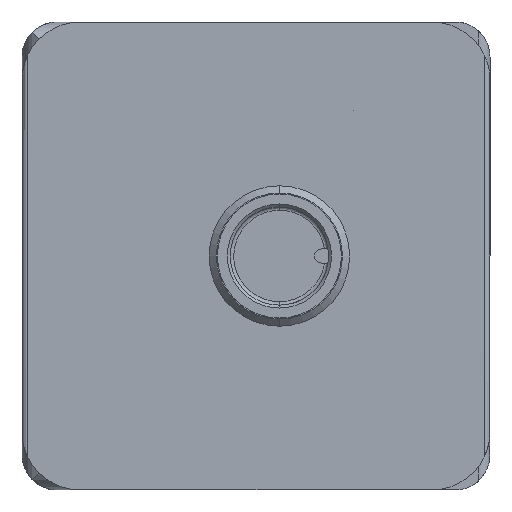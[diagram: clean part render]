
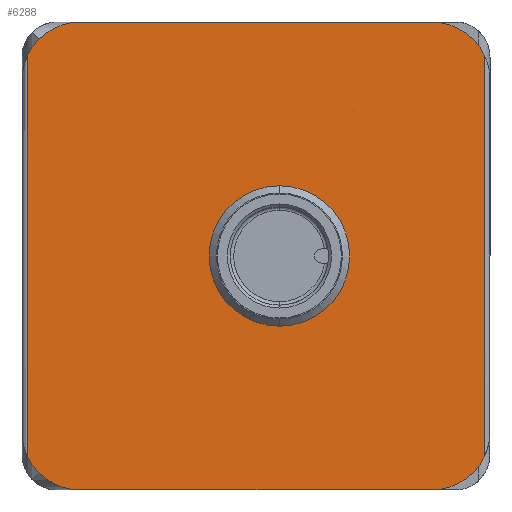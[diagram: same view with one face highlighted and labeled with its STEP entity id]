
A CAD part, left-side view. The second image highlights one B-rep face of the part: STEP entity #6288.
In plain terms, the highlighted planar face has unit normal (-1, 0, 0).
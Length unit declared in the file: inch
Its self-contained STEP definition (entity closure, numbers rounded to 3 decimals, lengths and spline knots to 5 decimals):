
#20 = VERTEX_POINT ( 'NONE', #5900 ) ;
#42 = AXIS2_PLACEMENT_3D ( 'NONE', #5246, #1731, #4587 ) ;
#199 = CIRCLE ( 'NONE', #5473, 0.19685 ) ;
#264 = DIRECTION ( 'NONE',  ( 1., 0., 0. ) ) ;
#320 = EDGE_CURVE ( 'NONE', #2510, #2837, #7350, .T. ) ;
#489 = EDGE_CURVE ( 'NONE', #3530, #5804, #199, .T. ) ;
#523 = EDGE_CURVE ( 'NONE', #2356, #3239, #6187, .T. ) ;
#567 = CARTESIAN_POINT ( 'NONE',  ( 0.47244, -0.51181, -0.7874 ) ) ;
#600 = DIRECTION ( 'NONE',  ( 0., 0., 1. ) ) ;
#706 = DIRECTION ( 'NONE',  ( -1., 0., 0. ) ) ;
#761 = DIRECTION ( 'NONE',  ( 0., -1., 0. ) ) ;
#1001 = VECTOR ( 'NONE', #761, 39.37008 ) ;
#1028 = ORIENTED_EDGE ( 'NONE', *, *, #1546, .T. ) ;
#1083 = CARTESIAN_POINT ( 'NONE',  ( 0.47244, 0.84646, -0.67636 ) ) ;
#1312 = CARTESIAN_POINT ( 'NONE',  ( 0.47244, -0.68898, -0.67636 ) ) ;
#1428 = LINE ( 'NONE', #5407, #3059 ) ;
#1439 = CIRCLE ( 'NONE', #3099, 0.19685 ) ;
#1546 = EDGE_CURVE ( 'NONE', #5804, #3150, #2808, .T. ) ;
#1668 = ORIENTED_EDGE ( 'NONE', *, *, #489, .T. ) ;
#1705 = ORIENTED_EDGE ( 'NONE', *, *, #320, .T. ) ;
#1731 = DIRECTION ( 'NONE',  ( 1., 0., 0. ) ) ;
#1824 = ORIENTED_EDGE ( 'NONE', *, *, #2598, .T. ) ;
#1874 = CARTESIAN_POINT ( 'NONE',  ( 0.47244, 0., -0.7874 ) ) ;
#1893 = VECTOR ( 'NONE', #3628, 39.37008 ) ;
#2231 = VERTEX_POINT ( 'NONE', #5283 ) ;
#2356 = VERTEX_POINT ( 'NONE', #2505 ) ;
#2362 = AXIS2_PLACEMENT_3D ( 'NONE', #3591, #2443, #6501 ) ;
#2431 = EDGE_CURVE ( 'NONE', #20, #2231, #1439, .T. ) ;
#2443 = DIRECTION ( 'NONE',  ( -1., 0., 0. ) ) ;
#2447 = DIRECTION ( 'NONE',  ( 0., 0., 1. ) ) ;
#2477 = CARTESIAN_POINT ( 'NONE',  ( 0.47244, 0.84646, 0.7874 ) ) ;
#2505 = CARTESIAN_POINT ( 'NONE',  ( 0.47244, -0.68898, 0.67636 ) ) ;
#2510 = VERTEX_POINT ( 'NONE', #7484 ) ;
#2567 = VERTEX_POINT ( 'NONE', #1312 ) ;
#2598 = EDGE_CURVE ( 'NONE', #2231, #3530, #3445, .T. ) ;
#2775 = CIRCLE ( 'NONE', #3468, 0.20669 ) ;
#2808 = LINE ( 'NONE', #1874, #1001 ) ;
#2837 = VERTEX_POINT ( 'NONE', #7109 ) ;
#2914 = DIRECTION ( 'NONE',  ( -1., 0., 0. ) ) ;
#3059 = VECTOR ( 'NONE', #5460, 39.37008 ) ;
#3099 = AXIS2_PLACEMENT_3D ( 'NONE', #5185, #5060, #600 ) ;
#3150 = VERTEX_POINT ( 'NONE', #567 ) ;
#3239 = VERTEX_POINT ( 'NONE', #5394 ) ;
#3445 = LINE ( 'NONE', #7005, #1893 ) ;
#3461 = PLANE ( 'NONE',  #4815 ) ;
#3468 = AXIS2_PLACEMENT_3D ( 'NONE', #5429, #264, #6648 ) ;
#3530 = VERTEX_POINT ( 'NONE', #1083 ) ;
#3591 = CARTESIAN_POINT ( 'NONE',  ( 0.47244, -0.51181, 0.59055 ) ) ;
#3628 = DIRECTION ( 'NONE',  ( 0., 0., -1. ) ) ;
#3838 = EDGE_CURVE ( 'NONE', #2567, #2356, #1428, .T. ) ;
#3917 = EDGE_LOOP ( 'NONE', ( #4352, #1705 ) ) ;
#4061 = DIRECTION ( 'NONE',  ( 0., 1., 0. ) ) ;
#4125 = DIRECTION ( 'NONE',  ( 0., 0., 1. ) ) ;
#4195 = CARTESIAN_POINT ( 'NONE',  ( 0.47244, 0.66929, -0.59055 ) ) ;
#4352 = ORIENTED_EDGE ( 'NONE', *, *, #6357, .T. ) ;
#4587 = DIRECTION ( 'NONE',  ( 0., 0., -1. ) ) ;
#4774 = FACE_BOUND ( 'NONE', #3917, .T. ) ;
#4815 = AXIS2_PLACEMENT_3D ( 'NONE', #2477, #2914, #6568 ) ;
#5060 = DIRECTION ( 'NONE',  ( -1., 0., 0. ) ) ;
#5185 = CARTESIAN_POINT ( 'NONE',  ( 0.47244, 0.66929, 0.59055 ) ) ;
#5246 = CARTESIAN_POINT ( 'NONE',  ( 0.47244, 0., 0. ) ) ;
#5283 = CARTESIAN_POINT ( 'NONE',  ( 0.47244, 0.84646, 0.67636 ) ) ;
#5394 = CARTESIAN_POINT ( 'NONE',  ( 0.47244, -0.51181, 0.7874 ) ) ;
#5407 = CARTESIAN_POINT ( 'NONE',  ( 0.47244, -0.68898, 0.7874 ) ) ;
#5417 = ORIENTED_EDGE ( 'NONE', *, *, #3838, .T. ) ;
#5429 = CARTESIAN_POINT ( 'NONE',  ( 0.47244, 0., 0. ) ) ;
#5460 = DIRECTION ( 'NONE',  ( 0., 0., 1. ) ) ;
#5473 = AXIS2_PLACEMENT_3D ( 'NONE', #4195, #706, #4125 ) ;
#5541 = EDGE_CURVE ( 'NONE', #3239, #20, #6422, .T. ) ;
#5563 = EDGE_CURVE ( 'NONE', #2567, #3150, #7477, .T. ) ;
#5804 = VERTEX_POINT ( 'NONE', #6254 ) ;
#5841 = CARTESIAN_POINT ( 'NONE',  ( 0.47244, 0.84646, 0.7874 ) ) ;
#5879 = FACE_OUTER_BOUND ( 'NONE', #7238, .T. ) ;
#5900 = CARTESIAN_POINT ( 'NONE',  ( 0.47244, 0.66929, 0.7874 ) ) ;
#5921 = ORIENTED_EDGE ( 'NONE', *, *, #5563, .F. ) ;
#5934 = CARTESIAN_POINT ( 'NONE',  ( 0.47244, -0.51181, -0.59055 ) ) ;
#5976 = ORIENTED_EDGE ( 'NONE', *, *, #523, .T. ) ;
#6059 = VECTOR ( 'NONE', #4061, 39.37008 ) ;
#6187 = CIRCLE ( 'NONE', #2362, 0.19685 ) ;
#6254 = CARTESIAN_POINT ( 'NONE',  ( 0.47244, 0.66929, -0.7874 ) ) ;
#6266 = ORIENTED_EDGE ( 'NONE', *, *, #2431, .T. ) ;
#6288 = ADVANCED_FACE ( 'NONE', ( #5879, #4774 ), #3461, .T. ) ;
#6357 = EDGE_CURVE ( 'NONE', #2837, #2510, #2775, .T. ) ;
#6422 = LINE ( 'NONE', #5841, #6059 ) ;
#6501 = DIRECTION ( 'NONE',  ( 0., 0., 1. ) ) ;
#6568 = DIRECTION ( 'NONE',  ( 0., 0., 1. ) ) ;
#6648 = DIRECTION ( 'NONE',  ( 0., 0., -1. ) ) ;
#6917 = ORIENTED_EDGE ( 'NONE', *, *, #5541, .T. ) ;
#7005 = CARTESIAN_POINT ( 'NONE',  ( 0.47244, 0.84646, 0.7874 ) ) ;
#7109 = CARTESIAN_POINT ( 'NONE',  ( 0.47244, 0., -0.20669 ) ) ;
#7146 = DIRECTION ( 'NONE',  ( 1., 0., 0. ) ) ;
#7238 = EDGE_LOOP ( 'NONE', ( #5921, #5417, #5976, #6917, #6266, #1824, #1668, #1028 ) ) ;
#7350 = CIRCLE ( 'NONE', #42, 0.20669 ) ;
#7364 = AXIS2_PLACEMENT_3D ( 'NONE', #5934, #7146, #2447 ) ;
#7477 = CIRCLE ( 'NONE', #7364, 0.19685 ) ;
#7484 = CARTESIAN_POINT ( 'NONE',  ( 0.47244, 0., 0.20669 ) ) ;
